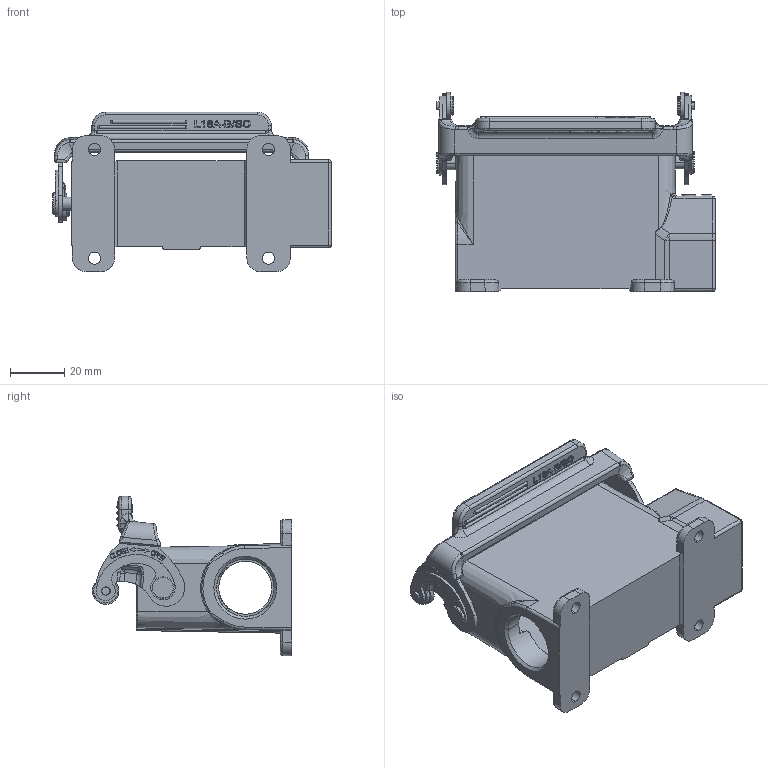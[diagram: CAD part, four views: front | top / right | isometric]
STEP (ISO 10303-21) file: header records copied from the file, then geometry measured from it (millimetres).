
FILE_DESCRIPTION((''),'2;1');
FILE_NAME('3D_1100162211030_H16A-SF-1L_SC-','2024-01-27T',('11539'),(''),'PRO/ENGINEER BY PARAMETRIC TECHNOLOGY CORPORATION, 2012480','PRO/ENGINEER BY PARAMETRIC TECHNOLOGY CORPORATION, 2012480','');
FILE_SCHEMA(('CONFIG_CONTROL_DESIGN'));
Length unit declared in the file: millimetre
Products named in the file (1): 3D_1100162211030_H16A-SF-1L_SC-
Bounding box: 102.35 x 73.2 x 58.61 mm (x, y, z)
Volume: 72532.6 mm3; surface area: 39238.4 mm2
Topology: 1 solids, 1 shells, 1095 faces, 2964 edges, 1918 vertices
Faces by surface type: plane 436, cylinder 279, extrusion 149, bspline 113, torus 47, cone 42, sphere 29
Entity records: 42112 total; most frequent: CARTESIAN_POINT 15870, ORIENTED_EDGE 5862, DIRECTION 4739, EDGE_CURVE 2931, VERTEX_POINT 1918, VECTOR 1603, AXIS2_PLACEMENT_3D 1568, LINE 1454
